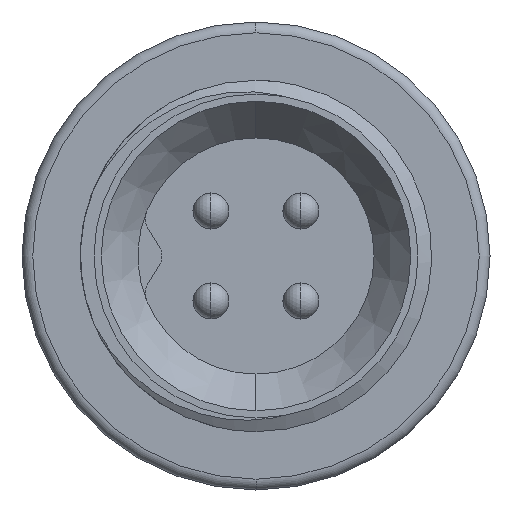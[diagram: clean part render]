
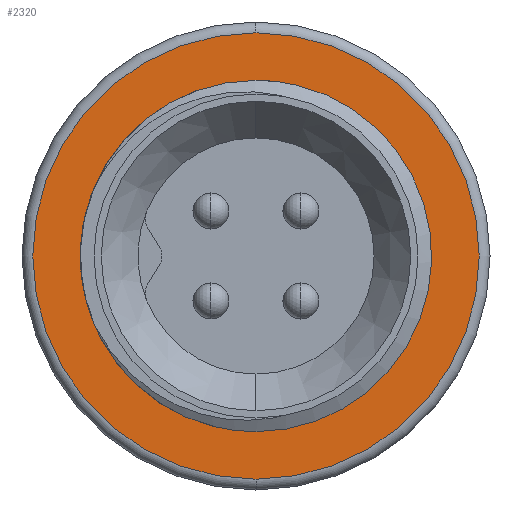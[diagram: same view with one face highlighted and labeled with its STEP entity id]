
A CAD part, left-side view. The second image highlights one B-rep face of the part: STEP entity #2320.
In plain terms, the highlighted planar face has unit normal (-1, 0, 0).
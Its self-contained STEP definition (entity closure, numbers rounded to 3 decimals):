
#22 = EDGE_LOOP ( 'NONE', ( #4133, #3075 ) ) ;
#74 = CARTESIAN_POINT ( 'NONE',  ( 3.6, 0.848, -1.992 ) ) ;
#89 = EDGE_CURVE ( 'NONE', #3580, #2970, #2009, .T. ) ;
#99 = CARTESIAN_POINT ( 'NONE',  ( 3.6, -1.166, -1.795 ) ) ;
#142 = CARTESIAN_POINT ( 'NONE',  ( 3.6, -2.104, -0.65 ) ) ;
#247 = CARTESIAN_POINT ( 'NONE',  ( 3.6, -1.785, 1.514 ) ) ;
#287 = CARTESIAN_POINT ( 'NONE',  ( 3.6, 0., 3.1 ) ) ;
#470 = CARTESIAN_POINT ( 'NONE',  ( 3.6, 0.31, -2.125 ) ) ;
#526 = DIRECTION ( 'NONE',  ( 0., 0., -1. ) ) ;
#539 = CARTESIAN_POINT ( 'NONE',  ( 3.6, -2.244, 0.471 ) ) ;
#550 = CIRCLE ( 'NONE', #2456, 3.1 ) ;
#719 = CARTESIAN_POINT ( 'NONE',  ( 3.6, 2.136, -0.803 ) ) ;
#744 = DIRECTION ( 'NONE',  ( 1., 0., 0. ) ) ;
#769 = FACE_BOUND ( 'NONE', #3802, .T. ) ;
#801 = FACE_OUTER_BOUND ( 'NONE', #22, .T. ) ;
#875 = DIRECTION ( 'NONE',  ( -1., 0., 0. ) ) ;
#951 = CARTESIAN_POINT ( 'NONE',  ( 3.6, -2.207, -0.287 ) ) ;
#1004 = CARTESIAN_POINT ( 'NONE',  ( 3.6, -0.911, 2.224 ) ) ;
#1069 = DIRECTION ( 'NONE',  ( -1., 0., 0. ) ) ;
#1186 = VERTEX_POINT ( 'NONE', #3197 ) ;
#1249 = CARTESIAN_POINT ( 'NONE',  ( 3.6, 0., 2.44 ) ) ;
#1260 = B_SPLINE_CURVE_WITH_KNOTS ( 'NONE', 3,
 ( #1748, #2148, #1328, #1004, #2947, #5031, #3365, #247, #4563, #2971, #539, #4639, #951, #142, #2571, #1841 ),
 .UNSPECIFIED., .F., .F.,
 ( 4, 2, 2, 2, 2, 2, 2, 4 ),
 ( 0., 0.001, 0.001, 0.002, 0.003, 0.004, 0.004, 0.005 ),
 .UNSPECIFIED. ) ;
#1267 = CARTESIAN_POINT ( 'NONE',  ( 3.6, 0., 0. ) ) ;
#1276 = EDGE_CURVE ( 'NONE', #1850, #3437, #1889, .T. ) ;
#1328 = CARTESIAN_POINT ( 'NONE',  ( 3.6, -0.555, 2.361 ) ) ;
#1339 = CARTESIAN_POINT ( 'NONE',  ( 3.6, -1.931, -0.989 ) ) ;
#1393 = CIRCLE ( 'NONE', #5170, 2.44 ) ;
#1449 = CARTESIAN_POINT ( 'NONE',  ( 3.6, -0.526, -2.072 ) ) ;
#1510 = CARTESIAN_POINT ( 'NONE',  ( 3.6, 0., -3.1 ) ) ;
#1515 = VERTEX_POINT ( 'NONE', #3589 ) ;
#1605 = CARTESIAN_POINT ( 'NONE',  ( 3.6, 2.31, -0.208 ) ) ;
#1676 = CARTESIAN_POINT ( 'NONE',  ( 3.6, -1.858, -1.11 ) ) ;
#1701 = CARTESIAN_POINT ( 'NONE',  ( 3.6, -1.281, -1.717 ) ) ;
#1748 = CARTESIAN_POINT ( 'NONE',  ( 3.6, -0.183, 2.433 ) ) ;
#1841 = CARTESIAN_POINT ( 'NONE',  ( 3.6, -1.931, -0.989 ) ) ;
#1850 = VERTEX_POINT ( 'NONE', #1249 ) ;
#1889 = CIRCLE ( 'NONE', #2718, 2.44 ) ;
#1931 = CARTESIAN_POINT ( 'NONE',  ( 3.6, 2.133, 0. ) ) ;
#1988 = DIRECTION ( 'NONE',  ( 0., -1., 0. ) ) ;
#2009 = LINE ( 'NONE', #1931, #3399 ) ;
#2015 = ORIENTED_EDGE ( 'NONE', *, *, #1276, .T. ) ;
#2016 = PLANE ( 'NONE',  #4236 ) ;
#2052 = CARTESIAN_POINT ( 'NONE',  ( 3.6, 0.449, -2.104 ) ) ;
#2148 = CARTESIAN_POINT ( 'NONE',  ( 3.6, -0.37, 2.408 ) ) ;
#2316 = CARTESIAN_POINT ( 'NONE',  ( 3.6, 0., 0. ) ) ;
#2320 = ADVANCED_FACE ( 'NONE', ( #801, #769 ), #2016, .F. ) ;
#2329 = CARTESIAN_POINT ( 'NONE',  ( 3.6, 0., 0. ) ) ;
#2412 = CARTESIAN_POINT ( 'NONE',  ( 3.6, 1.168, -1.855 ) ) ;
#2442 = EDGE_CURVE ( 'NONE', #1515, #2970, #4641, .T. ) ;
#2456 = AXIS2_PLACEMENT_3D ( 'NONE', #1267, #875, #3002 ) ;
#2571 = CARTESIAN_POINT ( 'NONE',  ( 3.6, -2.029, -0.825 ) ) ;
#2623 = CARTESIAN_POINT ( 'NONE',  ( 3.6, 0., 0. ) ) ;
#2657 = DIRECTION ( 'NONE',  ( 0., 0., -1. ) ) ;
#2666 = EDGE_CURVE ( 'NONE', #3413, #4110, #550, .T. ) ;
#2677 = ORIENTED_EDGE ( 'NONE', *, *, #2442, .T. ) ;
#2718 = AXIS2_PLACEMENT_3D ( 'NONE', #2316, #4709, #3042 ) ;
#2778 = CARTESIAN_POINT ( 'NONE',  ( 3.6, 1.343, -1.746 ) ) ;
#2858 = ORIENTED_EDGE ( 'NONE', *, *, #5069, .T. ) ;
#2932 = CARTESIAN_POINT ( 'NONE',  ( 3.6, 0.029, -2.142 ) ) ;
#2947 = CARTESIAN_POINT ( 'NONE',  ( 3.6, -1.078, 2.137 ) ) ;
#2970 = VERTEX_POINT ( 'NONE', #3916 ) ;
#2971 = CARTESIAN_POINT ( 'NONE',  ( 3.6, -2.154, 0.851 ) ) ;
#3002 = DIRECTION ( 'NONE',  ( 0., 0., -1. ) ) ;
#3042 = DIRECTION ( 'NONE',  ( 0., 0., -1. ) ) ;
#3075 = ORIENTED_EDGE ( 'NONE', *, *, #3363, .T. ) ;
#3089 = CARTESIAN_POINT ( 'NONE',  ( 3.6, 0., 0. ) ) ;
#3106 = CARTESIAN_POINT ( 'NONE',  ( 3.6, 1.805, -1.33 ) ) ;
#3155 = CARTESIAN_POINT ( 'NONE',  ( 3.6, 2.269, -0.414 ) ) ;
#3178 = DIRECTION ( 'NONE',  ( 0., 0., -1. ) ) ;
#3197 = CARTESIAN_POINT ( 'NONE',  ( 3.6, -1.931, -0.989 ) ) ;
#3275 = CARTESIAN_POINT ( 'NONE',  ( 3.6, -1.777, -1.226 ) ) ;
#3300 = CARTESIAN_POINT ( 'NONE',  ( 3.6, -0.113, -2.138 ) ) ;
#3363 = EDGE_CURVE ( 'NONE', #4110, #3413, #4068, .T. ) ;
#3365 = CARTESIAN_POINT ( 'NONE',  ( 3.6, -1.535, 1.796 ) ) ;
#3399 = VECTOR ( 'NONE', #1988, 1000. ) ;
#3413 = VERTEX_POINT ( 'NONE', #1510 ) ;
#3437 = VERTEX_POINT ( 'NONE', #3529 ) ;
#3443 = CARTESIAN_POINT ( 'NONE',  ( 3.6, -0.791, -1.986 ) ) ;
#3529 = CARTESIAN_POINT ( 'NONE',  ( 3.6, -0.183, 2.433 ) ) ;
#3575 = CARTESIAN_POINT ( 'NONE',  ( 3.6, 2.04, -0.991 ) ) ;
#3580 = VERTEX_POINT ( 'NONE', #4460 ) ;
#3589 = CARTESIAN_POINT ( 'NONE',  ( 3.6, 0.976, -1.937 ) ) ;
#3763 = ORIENTED_EDGE ( 'NONE', *, *, #4466, .T. ) ;
#3802 = EDGE_LOOP ( 'NONE', ( #4378, #3947, #2015, #2858, #3763, #2677 ) ) ;
#3817 = AXIS2_PLACEMENT_3D ( 'NONE', #3089, #1069, #2657 ) ;
#3845 = CARTESIAN_POINT ( 'NONE',  ( 3.6, -0.922, -1.93 ) ) ;
#3916 = CARTESIAN_POINT ( 'NONE',  ( 3.6, 2.321, 0. ) ) ;
#3947 = ORIENTED_EDGE ( 'NONE', *, *, #4433, .T. ) ;
#4029 = CARTESIAN_POINT ( 'NONE',  ( 3.6, 2.321, 0. ) ) ;
#4068 = CIRCLE ( 'NONE', #3817, 3.1 ) ;
#4110 = VERTEX_POINT ( 'NONE', #287 ) ;
#4133 = ORIENTED_EDGE ( 'NONE', *, *, #2666, .T. ) ;
#4148 = DIRECTION ( 'NONE',  ( 1., 0., 0. ) ) ;
#4236 = AXIS2_PLACEMENT_3D ( 'NONE', #2329, #744, #3178 ) ;
#4245 = CARTESIAN_POINT ( 'NONE',  ( 3.6, -1.597, -1.44 ) ) ;
#4320 = CARTESIAN_POINT ( 'NONE',  ( 3.6, 1.663, -1.484 ) ) ;
#4378 = ORIENTED_EDGE ( 'NONE', *, *, #89, .F. ) ;
#4433 = EDGE_CURVE ( 'NONE', #3580, #1850, #1393, .T. ) ;
#4460 = CARTESIAN_POINT ( 'NONE',  ( 3.6, 2.44, 0. ) ) ;
#4466 = EDGE_CURVE ( 'NONE', #1186, #1515, #5028, .T. ) ;
#4521 = CARTESIAN_POINT ( 'NONE',  ( 3.6, -0.39, -2.102 ) ) ;
#4548 = CARTESIAN_POINT ( 'NONE',  ( 3.6, 0.718, -2.037 ) ) ;
#4563 = CARTESIAN_POINT ( 'NONE',  ( 3.6, -1.894, 1.355 ) ) ;
#4639 = CARTESIAN_POINT ( 'NONE',  ( 3.6, -2.235, -0.096 ) ) ;
#4641 = B_SPLINE_CURVE_WITH_KNOTS ( 'NONE', 3,
 ( #4826, #2412, #2778, #4320, #3106, #3575, #719, #3155, #1605, #4029 ),
 .UNSPECIFIED., .F., .F.,
 ( 4, 2, 2, 2, 4 ),
 ( 0., 0.001, 0.001, 0.002, 0.002 ),
 .UNSPECIFIED. ) ;
#4709 = DIRECTION ( 'NONE',  ( 1., 0., 0. ) ) ;
#4826 = CARTESIAN_POINT ( 'NONE',  ( 3.6, 0.976, -1.937 ) ) ;
#4947 = CARTESIAN_POINT ( 'NONE',  ( 3.6, -1.497, -1.539 ) ) ;
#5028 = B_SPLINE_CURVE_WITH_KNOTS ( 'NONE', 3,
 ( #1339, #1676, #3275, #4245, #4947, #1701, #99, #3845, #3443, #1449, #4521, #3300, #2932, #470, #2052, #4548, #74, #5060 ),
 .UNSPECIFIED., .F., .F.,
 ( 4, 2, 2, 2, 2, 2, 2, 2, 4 ),
 ( 0., 0., 0.001, 0.001, 0.002, 0.002, 0.003, 0.003, 0.003 ),
 .UNSPECIFIED. ) ;
#5031 = CARTESIAN_POINT ( 'NONE',  ( 3.6, -1.392, 1.922 ) ) ;
#5060 = CARTESIAN_POINT ( 'NONE',  ( 3.6, 0.976, -1.937 ) ) ;
#5069 = EDGE_CURVE ( 'NONE', #3437, #1186, #1260, .T. ) ;
#5170 = AXIS2_PLACEMENT_3D ( 'NONE', #2623, #4148, #526 ) ;
